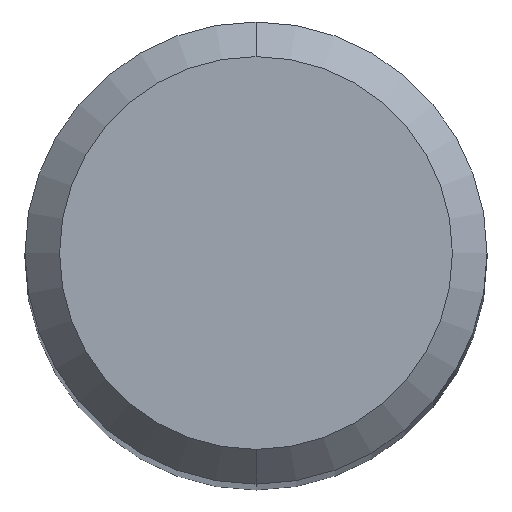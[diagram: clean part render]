
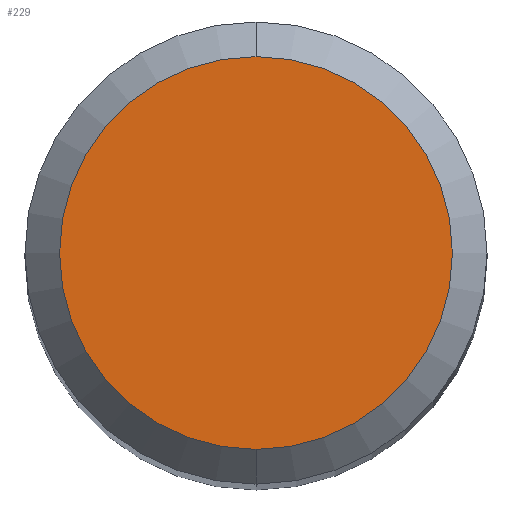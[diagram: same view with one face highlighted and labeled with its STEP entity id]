
A CAD part, top view. The second image highlights one B-rep face of the part: STEP entity #229.
In plain terms, the highlighted planar face has unit normal (0, 0, 1).
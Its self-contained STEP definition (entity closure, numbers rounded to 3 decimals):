
#229=ADVANCED_FACE('',(#542),#543,.T.);
#253=EDGE_CURVE('',#459,#343,#569,.T.);
#343=VERTEX_POINT('',#666);
#391=EDGE_CURVE('',#343,#459,#722,.T.);
#459=VERTEX_POINT('',#795);
#542=FACE_OUTER_BOUND('',#925,.T.);
#543=PLANE('',#926);
#569=CIRCLE('',#961,1.7);
#666=CARTESIAN_POINT('',(0.0,1.7,0.0));
#722=CIRCLE('',#1262,1.7);
#795=CARTESIAN_POINT('',(0.,-1.7,0.0));
#925=EDGE_LOOP('',(#1522,#1523));
#926=AXIS2_PLACEMENT_3D('',#1524,#1525,#1526);
#961=AXIS2_PLACEMENT_3D('',#1552,#1553,#1554);
#1262=AXIS2_PLACEMENT_3D('',#1724,#1725,#1726);
#1522=ORIENTED_EDGE('',*,*,#391,.F.);
#1523=ORIENTED_EDGE('',*,*,#253,.F.);
#1524=CARTESIAN_POINT('',(0.0,0.85,0.0));
#1525=DIRECTION('',(-0.0,0.0,1.0));
#1526=DIRECTION('',(0.0,-1.0,0.0));
#1552=CARTESIAN_POINT('',(0.0,0.0,0.0));
#1553=DIRECTION('',(0.0,0.0,-1.0));
#1554=DIRECTION('',(0.0,1.0,0.0));
#1724=CARTESIAN_POINT('',(0.0,0.0,0.0));
#1725=DIRECTION('',(0.0,0.0,-1.0));
#1726=DIRECTION('',(0.0,1.0,0.0));
